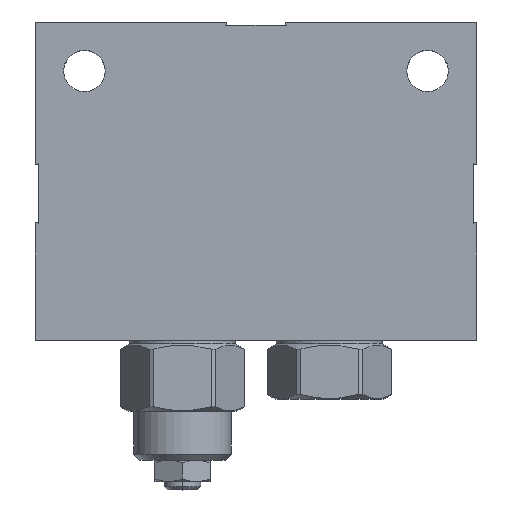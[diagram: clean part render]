
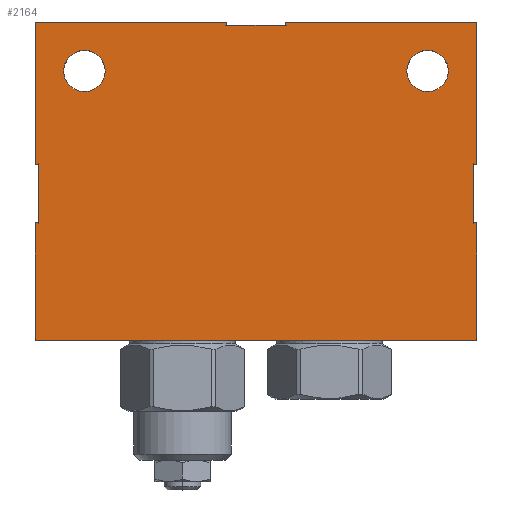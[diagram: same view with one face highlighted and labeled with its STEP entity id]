
A CAD part, top view. The second image highlights one B-rep face of the part: STEP entity #2164.
In plain terms, the highlighted planar face has unit normal (0, 0, 1).
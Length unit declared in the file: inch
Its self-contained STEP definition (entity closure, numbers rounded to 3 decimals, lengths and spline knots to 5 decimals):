
#93=CARTESIAN_POINT('',(0.5,-0.5,1.5));
#94=DIRECTION('',(0.,0.,-1.));
#95=DIRECTION('',(-1.,0.,0.));
#96=AXIS2_PLACEMENT_3D('',#93,#94,#95);
#98=CARTESIAN_POINT('',(0.5,-0.5,1.5));
#99=DIRECTION('',(0.,0.,-1.));
#100=DIRECTION('',(1.,0.,0.));
#101=AXIS2_PLACEMENT_3D('',#98,#99,#100);
#103=CARTESIAN_POINT('',(4.,-0.5,1.5));
#104=DIRECTION('',(0.,0.,-1.));
#105=DIRECTION('',(-1.,0.,0.));
#106=AXIS2_PLACEMENT_3D('',#103,#104,#105);
#108=CARTESIAN_POINT('',(4.,-0.5,1.5));
#109=DIRECTION('',(0.,0.,-1.));
#110=DIRECTION('',(1.,0.,0.));
#111=AXIS2_PLACEMENT_3D('',#108,#109,#110);
#113=DIRECTION('',(-1.,0.,0.));
#114=VECTOR('',#113,0.59582);
#115=CARTESIAN_POINT('',(2.54791,-0.032,1.5));
#116=LINE('',#115,#114);
#117=DIRECTION('',(0.,-1.,0.));
#118=VECTOR('',#117,0.032);
#119=CARTESIAN_POINT('',(2.54791,0.,1.5));
#120=LINE('',#119,#118);
#121=DIRECTION('',(-1.,0.,0.));
#122=VECTOR('',#121,1.95209);
#123=CARTESIAN_POINT('',(4.5,0.,1.5));
#124=LINE('',#123,#122);
#125=DIRECTION('',(0.,1.,0.));
#126=VECTOR('',#125,1.45209);
#127=CARTESIAN_POINT('',(4.5,-1.45209,1.5));
#128=LINE('',#127,#126);
#129=DIRECTION('',(-1.,0.,0.));
#130=VECTOR('',#129,0.032);
#131=CARTESIAN_POINT('',(4.5,-1.45209,1.5));
#132=LINE('',#131,#130);
#133=DIRECTION('',(0.,1.,0.));
#134=VECTOR('',#133,0.59582);
#135=CARTESIAN_POINT('',(4.468,-2.04791,1.5));
#136=LINE('',#135,#134);
#137=DIRECTION('',(-1.,0.,0.));
#138=VECTOR('',#137,0.032);
#139=CARTESIAN_POINT('',(4.5,-2.04791,1.5));
#140=LINE('',#139,#138);
#141=DIRECTION('',(0.,1.,0.));
#142=VECTOR('',#141,1.20209);
#143=CARTESIAN_POINT('',(4.5,-3.25,1.5));
#144=LINE('',#143,#142);
#145=DIRECTION('',(1.,0.,0.));
#146=VECTOR('',#145,4.5);
#147=CARTESIAN_POINT('',(0.,-3.25,1.5));
#148=LINE('',#147,#146);
#149=DIRECTION('',(0.,-1.,0.));
#150=VECTOR('',#149,1.20209);
#151=CARTESIAN_POINT('',(0.,-2.04791,1.5));
#152=LINE('',#151,#150);
#153=DIRECTION('',(1.,0.,0.));
#154=VECTOR('',#153,0.032);
#155=CARTESIAN_POINT('',(0.,-2.04791,1.5));
#156=LINE('',#155,#154);
#157=DIRECTION('',(0.,1.,0.));
#158=VECTOR('',#157,0.59582);
#159=CARTESIAN_POINT('',(0.032,-2.04791,1.5));
#160=LINE('',#159,#158);
#161=DIRECTION('',(1.,0.,0.));
#162=VECTOR('',#161,0.032);
#163=CARTESIAN_POINT('',(0.,-1.45209,1.5));
#164=LINE('',#163,#162);
#165=DIRECTION('',(0.,-1.,0.));
#166=VECTOR('',#165,1.45209);
#167=CARTESIAN_POINT('',(0.,0.,1.5));
#168=LINE('',#167,#166);
#169=DIRECTION('',(-1.,0.,0.));
#170=VECTOR('',#169,1.95209);
#171=CARTESIAN_POINT('',(1.95209,0.,1.5));
#172=LINE('',#171,#170);
#173=DIRECTION('',(0.,-1.,0.));
#174=VECTOR('',#173,0.032);
#175=CARTESIAN_POINT('',(1.95209,0.,1.5));
#176=LINE('',#175,#174);
#1745=CARTESIAN_POINT('',(0.,-3.25,1.5));
#1746=CARTESIAN_POINT('',(4.5,-3.25,1.5));
#1747=VERTEX_POINT('',#1745);
#1748=VERTEX_POINT('',#1746);
#1750=CARTESIAN_POINT('',(0.,0.,1.5));
#1752=VERTEX_POINT('',#1750);
#1754=CARTESIAN_POINT('',(4.5,0.,1.5));
#1756=VERTEX_POINT('',#1754);
#1761=CARTESIAN_POINT('',(0.289,-0.5,1.5));
#1762=CARTESIAN_POINT('',(0.711,-0.5,1.5));
#1763=VERTEX_POINT('',#1761);
#1764=VERTEX_POINT('',#1762);
#1769=CARTESIAN_POINT('',(3.789,-0.5,1.5));
#1770=CARTESIAN_POINT('',(4.211,-0.5,1.5));
#1771=VERTEX_POINT('',#1769);
#1772=VERTEX_POINT('',#1770);
#1898=CARTESIAN_POINT('',(4.468,-1.45209,1.5));
#1900=VERTEX_POINT('',#1898);
#1907=CARTESIAN_POINT('',(4.468,-2.04791,1.5));
#1908=VERTEX_POINT('',#1907);
#1909=CARTESIAN_POINT('',(4.5,-2.04791,1.5));
#1910=VERTEX_POINT('',#1909);
#1911=CARTESIAN_POINT('',(4.5,-1.45209,1.5));
#1912=VERTEX_POINT('',#1911);
#1940=CARTESIAN_POINT('',(0.032,-1.45209,1.5));
#1942=VERTEX_POINT('',#1940);
#1944=CARTESIAN_POINT('',(0.032,-2.04791,1.5));
#1946=VERTEX_POINT('',#1944);
#1951=CARTESIAN_POINT('',(0.,-1.45209,1.5));
#1952=VERTEX_POINT('',#1951);
#1953=CARTESIAN_POINT('',(0.,-2.04791,1.5));
#1954=VERTEX_POINT('',#1953);
#1986=CARTESIAN_POINT('',(1.95209,-0.032,1.5));
#1988=VERTEX_POINT('',#1986);
#1995=CARTESIAN_POINT('',(2.54791,-0.032,1.5));
#1996=VERTEX_POINT('',#1995);
#1997=CARTESIAN_POINT('',(2.54791,0.,1.5));
#1998=VERTEX_POINT('',#1997);
#1999=CARTESIAN_POINT('',(1.95209,0.,1.5));
#2000=VERTEX_POINT('',#1999);
#2115=CARTESIAN_POINT('',(0.,0.,1.5));
#2116=DIRECTION('',(0.,0.,1.));
#2117=DIRECTION('',(1.,0.,0.));
#2118=AXIS2_PLACEMENT_3D('',#2115,#2116,#2117);
#2119=PLANE('',#2118);
#2121=ORIENTED_EDGE('',*,*,#2120,.F.);
#2123=ORIENTED_EDGE('',*,*,#2122,.F.);
#2125=ORIENTED_EDGE('',*,*,#2124,.F.);
#2127=ORIENTED_EDGE('',*,*,#2126,.F.);
#2129=ORIENTED_EDGE('',*,*,#2128,.T.);
#2131=ORIENTED_EDGE('',*,*,#2130,.F.);
#2133=ORIENTED_EDGE('',*,*,#2132,.F.);
#2135=ORIENTED_EDGE('',*,*,#2134,.F.);
#2137=ORIENTED_EDGE('',*,*,#2136,.F.);
#2139=ORIENTED_EDGE('',*,*,#2138,.F.);
#2141=ORIENTED_EDGE('',*,*,#2140,.T.);
#2143=ORIENTED_EDGE('',*,*,#2142,.T.);
#2145=ORIENTED_EDGE('',*,*,#2144,.F.);
#2147=ORIENTED_EDGE('',*,*,#2146,.F.);
#2149=ORIENTED_EDGE('',*,*,#2148,.F.);
#2151=ORIENTED_EDGE('',*,*,#2150,.T.);
#2152=EDGE_LOOP('',(#2121,#2123,#2125,#2127,#2129,#2131,#2133,#2135,#2137,#2139,
#2141,#2143,#2145,#2147,#2149,#2151));
#2153=FACE_OUTER_BOUND('',#2152,.F.);
#2155=ORIENTED_EDGE('',*,*,#2154,.F.);
#2157=ORIENTED_EDGE('',*,*,#2156,.F.);
#2158=EDGE_LOOP('',(#2155,#2157));
#2159=FACE_BOUND('',#2158,.F.);
#2160=ORIENTED_EDGE('',*,*,#2095,.F.);
#2161=ORIENTED_EDGE('',*,*,#2109,.F.);
#2162=EDGE_LOOP('',(#2160,#2161));
#2163=FACE_BOUND('',#2162,.F.);
#2164=ADVANCED_FACE('',(#2153,#2159,#2163),#2119,.T.);
#97=CIRCLE('',#96,0.211);
#102=CIRCLE('',#101,0.211);
#107=CIRCLE('',#106,0.211);
#112=CIRCLE('',#111,0.211);
#2095=EDGE_CURVE('',#1763,#1764,#97,.T.);
#2109=EDGE_CURVE('',#1764,#1763,#102,.T.);
#2120=EDGE_CURVE('',#1996,#1988,#116,.T.);
#2122=EDGE_CURVE('',#1998,#1996,#120,.T.);
#2124=EDGE_CURVE('',#1756,#1998,#124,.T.);
#2126=EDGE_CURVE('',#1912,#1756,#128,.T.);
#2128=EDGE_CURVE('',#1912,#1900,#132,.T.);
#2130=EDGE_CURVE('',#1908,#1900,#136,.T.);
#2132=EDGE_CURVE('',#1910,#1908,#140,.T.);
#2134=EDGE_CURVE('',#1748,#1910,#144,.T.);
#2136=EDGE_CURVE('',#1747,#1748,#148,.T.);
#2138=EDGE_CURVE('',#1954,#1747,#152,.T.);
#2140=EDGE_CURVE('',#1954,#1946,#156,.T.);
#2142=EDGE_CURVE('',#1946,#1942,#160,.T.);
#2144=EDGE_CURVE('',#1952,#1942,#164,.T.);
#2146=EDGE_CURVE('',#1752,#1952,#168,.T.);
#2148=EDGE_CURVE('',#2000,#1752,#172,.T.);
#2150=EDGE_CURVE('',#2000,#1988,#176,.T.);
#2154=EDGE_CURVE('',#1771,#1772,#107,.T.);
#2156=EDGE_CURVE('',#1772,#1771,#112,.T.);
